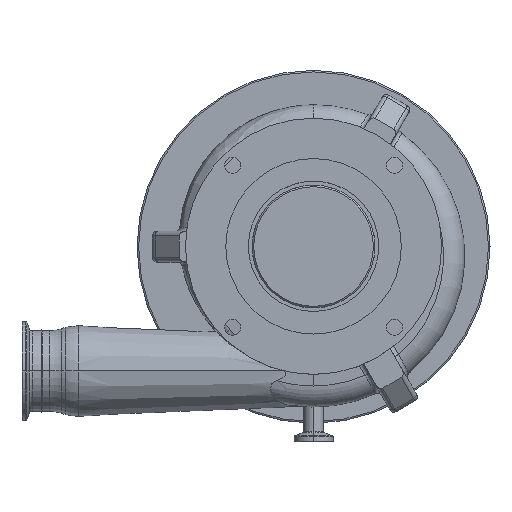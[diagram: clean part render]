
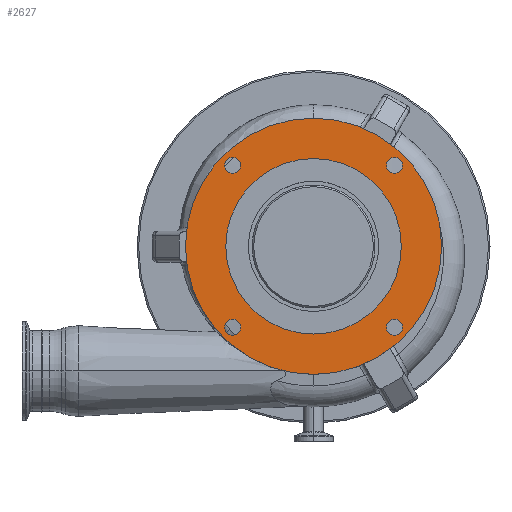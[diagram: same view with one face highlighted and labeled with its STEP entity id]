
A CAD part, top view. The second image highlights one B-rep face of the part: STEP entity #2627.
In plain terms, the highlighted face is planar.
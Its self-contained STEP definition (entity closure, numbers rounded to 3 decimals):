
#113 = CARTESIAN_POINT ( 'NONE',  ( 5.5, 52.759, 47.509 ) ) ;
#264 = DIRECTION ( 'NONE',  ( -1., 0., 0. ) ) ;
#499 = FACE_BOUND ( 'NONE', #7998, .T. ) ;
#639 = CARTESIAN_POINT ( 'NONE',  ( 5.5, 0., 0. ) ) ;
#742 = DIRECTION ( 'NONE',  ( -1., 0., 0. ) ) ;
#985 = EDGE_CURVE ( 'NONE', #19066, #10945, #2125, .T. ) ;
#1228 = CIRCLE ( 'NONE', #24679, 5.25 ) ;
#2004 = EDGE_CURVE ( 'NONE', #16679, #4686, #21980, .T. ) ;
#2125 = CIRCLE ( 'NONE', #5674, 5.25 ) ;
#2338 = CARTESIAN_POINT ( 'NONE',  ( 5.5, 0., 0. ) ) ;
#2627 = ADVANCED_FACE ( 'NONE', ( #26122, #9215, #17683, #499, #7134, #15591 ), #21992, .T. ) ;
#2804 = EDGE_LOOP ( 'NONE', ( #26080, #25870 ) ) ;
#3167 = CARTESIAN_POINT ( 'NONE',  ( 5.5, -52.759, -58.009 ) ) ;
#3389 = EDGE_LOOP ( 'NONE', ( #17163, #16466 ) ) ;
#3703 = DIRECTION ( 'NONE',  ( 0., 0., 1. ) ) ;
#3826 = CIRCLE ( 'NONE', #6030, 5.25 ) ;
#3847 = DIRECTION ( 'NONE',  ( 0., 0., 1. ) ) ;
#3923 = CARTESIAN_POINT ( 'NONE',  ( 5.5, -52.759, 58.009 ) ) ;
#4510 = VERTEX_POINT ( 'NONE', #113 ) ;
#4686 = VERTEX_POINT ( 'NONE', #7572 ) ;
#4741 = EDGE_CURVE ( 'NONE', #4686, #16679, #22750, .T. ) ;
#5290 = CARTESIAN_POINT ( 'NONE',  ( 5.5, 52.759, 58.009 ) ) ;
#5647 = DIRECTION ( 'NONE',  ( -1., 0., 0. ) ) ;
#5674 = AXIS2_PLACEMENT_3D ( 'NONE', #25443, #6190, #14630 ) ;
#5708 = CARTESIAN_POINT ( 'NONE',  ( 5.5, 52.759, -58.009 ) ) ;
#6030 = AXIS2_PLACEMENT_3D ( 'NONE', #21751, #17854, #11180 ) ;
#6190 = DIRECTION ( 'NONE',  ( -1., 0., 0. ) ) ;
#6400 = EDGE_CURVE ( 'NONE', #8806, #4510, #23362, .T. ) ;
#6742 = DIRECTION ( 'NONE',  ( -1., 0., 0. ) ) ;
#7134 = FACE_BOUND ( 'NONE', #20360, .T. ) ;
#7208 = VERTEX_POINT ( 'NONE', #25306 ) ;
#7572 = CARTESIAN_POINT ( 'NONE',  ( 5.5, 0., -83.5 ) ) ;
#7595 = CIRCLE ( 'NONE', #13808, 5.25 ) ;
#7998 = EDGE_LOOP ( 'NONE', ( #19355, #27114 ) ) ;
#8229 = CIRCLE ( 'NONE', #23294, 57.2 ) ;
#8483 = EDGE_CURVE ( 'NONE', #18776, #13442, #1228, .T. ) ;
#8696 = DIRECTION ( 'NONE',  ( 0., 0., 1. ) ) ;
#8806 = VERTEX_POINT ( 'NONE', #5290 ) ;
#8934 = DIRECTION ( 'NONE',  ( -1., 0., 0. ) ) ;
#8990 = CARTESIAN_POINT ( 'NONE',  ( 5.5, -52.759, 47.509 ) ) ;
#9215 = FACE_BOUND ( 'NONE', #18046, .T. ) ;
#9509 = CARTESIAN_POINT ( 'NONE',  ( 5.5, -52.759, -52.759 ) ) ;
#9792 = DIRECTION ( 'NONE',  ( 0., 0., 1. ) ) ;
#10001 = AXIS2_PLACEMENT_3D ( 'NONE', #21175, #6742, #25450 ) ;
#10067 = AXIS2_PLACEMENT_3D ( 'NONE', #19251, #19395, #16755 ) ;
#10421 = AXIS2_PLACEMENT_3D ( 'NONE', #11792, #742, #20263 ) ;
#10945 = VERTEX_POINT ( 'NONE', #5708 ) ;
#11061 = VERTEX_POINT ( 'NONE', #8990 ) ;
#11180 = DIRECTION ( 'NONE',  ( 0., 0., 1. ) ) ;
#11220 = AXIS2_PLACEMENT_3D ( 'NONE', #639, #8934, #13383 ) ;
#11323 = AXIS2_PLACEMENT_3D ( 'NONE', #26153, #24088, #11459 ) ;
#11459 = DIRECTION ( 'NONE',  ( 0., 0., 1. ) ) ;
#11462 = EDGE_CURVE ( 'NONE', #10945, #19066, #24158, .T. ) ;
#11659 = DIRECTION ( 'NONE',  ( -1., 0., 0. ) ) ;
#11792 = CARTESIAN_POINT ( 'NONE',  ( 5.5, 52.759, -52.759 ) ) ;
#12265 = CARTESIAN_POINT ( 'NONE',  ( 5.5, 0., 0. ) ) ;
#12484 = EDGE_CURVE ( 'NONE', #12574, #7208, #8229, .T. ) ;
#12574 = VERTEX_POINT ( 'NONE', #19519 ) ;
#12652 = EDGE_CURVE ( 'NONE', #15071, #11061, #3826, .T. ) ;
#12694 = EDGE_CURVE ( 'NONE', #4510, #8806, #14429, .T. ) ;
#12738 = EDGE_LOOP ( 'NONE', ( #21668, #24154 ) ) ;
#13383 = DIRECTION ( 'NONE',  ( 0., 0., 1. ) ) ;
#13442 = VERTEX_POINT ( 'NONE', #18274 ) ;
#13808 = AXIS2_PLACEMENT_3D ( 'NONE', #9509, #5647, #3703 ) ;
#13857 = ORIENTED_EDGE ( 'NONE', *, *, #11462, .F. ) ;
#13972 = ORIENTED_EDGE ( 'NONE', *, *, #12694, .F. ) ;
#14359 = CARTESIAN_POINT ( 'NONE',  ( 5.5, -52.759, 52.759 ) ) ;
#14429 = CIRCLE ( 'NONE', #11323, 5.25 ) ;
#14443 = DIRECTION ( 'NONE',  ( 0., 0., 1. ) ) ;
#14615 = DIRECTION ( 'NONE',  ( -1., 0., 0. ) ) ;
#14630 = DIRECTION ( 'NONE',  ( 0., 0., 1. ) ) ;
#14760 = DIRECTION ( 'NONE',  ( -1., 0., 0. ) ) ;
#15071 = VERTEX_POINT ( 'NONE', #3923 ) ;
#15591 = FACE_OUTER_BOUND ( 'NONE', #12738, .T. ) ;
#16021 = CIRCLE ( 'NONE', #18686, 5.25 ) ;
#16466 = ORIENTED_EDGE ( 'NONE', *, *, #18079, .F. ) ;
#16679 = VERTEX_POINT ( 'NONE', #21637 ) ;
#16755 = DIRECTION ( 'NONE',  ( 0., 0., 1. ) ) ;
#17163 = ORIENTED_EDGE ( 'NONE', *, *, #12484, .F. ) ;
#17262 = EDGE_CURVE ( 'NONE', #13442, #18776, #7595, .T. ) ;
#17683 = FACE_BOUND ( 'NONE', #2804, .T. ) ;
#17827 = ORIENTED_EDGE ( 'NONE', *, *, #985, .F. ) ;
#17854 = DIRECTION ( 'NONE',  ( -1., 0., 0. ) ) ;
#17916 = CARTESIAN_POINT ( 'NONE',  ( 5.5, 0., 0. ) ) ;
#18046 = EDGE_LOOP ( 'NONE', ( #24613, #13972 ) ) ;
#18079 = EDGE_CURVE ( 'NONE', #7208, #12574, #20016, .T. ) ;
#18274 = CARTESIAN_POINT ( 'NONE',  ( 5.5, -52.759, -47.509 ) ) ;
#18686 = AXIS2_PLACEMENT_3D ( 'NONE', #14359, #14760, #3847 ) ;
#18776 = VERTEX_POINT ( 'NONE', #3167 ) ;
#18933 = CARTESIAN_POINT ( 'NONE',  ( 5.5, 52.759, -47.509 ) ) ;
#18980 = EDGE_CURVE ( 'NONE', #11061, #15071, #16021, .T. ) ;
#19066 = VERTEX_POINT ( 'NONE', #18933 ) ;
#19111 = AXIS2_PLACEMENT_3D ( 'NONE', #17916, #11659, #22626 ) ;
#19251 = CARTESIAN_POINT ( 'NONE',  ( 5.5, 52.759, 52.759 ) ) ;
#19355 = ORIENTED_EDGE ( 'NONE', *, *, #17262, .F. ) ;
#19395 = DIRECTION ( 'NONE',  ( -1., 0., 0. ) ) ;
#19519 = CARTESIAN_POINT ( 'NONE',  ( 5.5, 0., 57.2 ) ) ;
#20016 = CIRCLE ( 'NONE', #19111, 57.2 ) ;
#20263 = DIRECTION ( 'NONE',  ( 0., 0., 1. ) ) ;
#20360 = EDGE_LOOP ( 'NONE', ( #17827, #13857 ) ) ;
#21175 = CARTESIAN_POINT ( 'NONE',  ( 5.5, 0., 0. ) ) ;
#21637 = CARTESIAN_POINT ( 'NONE',  ( 5.5, 0., 83.5 ) ) ;
#21668 = ORIENTED_EDGE ( 'NONE', *, *, #2004, .T. ) ;
#21751 = CARTESIAN_POINT ( 'NONE',  ( 5.5, -52.759, 52.759 ) ) ;
#21980 = CIRCLE ( 'NONE', #10001, 83.5 ) ;
#21992 = PLANE ( 'NONE',  #11220 ) ;
#22626 = DIRECTION ( 'NONE',  ( 0., 0., 1. ) ) ;
#22750 = CIRCLE ( 'NONE', #24947, 83.5 ) ;
#23294 = AXIS2_PLACEMENT_3D ( 'NONE', #2338, #264, #8696 ) ;
#23362 = CIRCLE ( 'NONE', #10067, 5.25 ) ;
#24088 = DIRECTION ( 'NONE',  ( -1., 0., 0. ) ) ;
#24154 = ORIENTED_EDGE ( 'NONE', *, *, #4741, .T. ) ;
#24158 = CIRCLE ( 'NONE', #10421, 5.25 ) ;
#24613 = ORIENTED_EDGE ( 'NONE', *, *, #6400, .F. ) ;
#24679 = AXIS2_PLACEMENT_3D ( 'NONE', #24978, #25243, #14443 ) ;
#24947 = AXIS2_PLACEMENT_3D ( 'NONE', #12265, #14615, #9792 ) ;
#24978 = CARTESIAN_POINT ( 'NONE',  ( 5.5, -52.759, -52.759 ) ) ;
#25243 = DIRECTION ( 'NONE',  ( -1., 0., 0. ) ) ;
#25306 = CARTESIAN_POINT ( 'NONE',  ( 5.5, 0., -57.2 ) ) ;
#25443 = CARTESIAN_POINT ( 'NONE',  ( 5.5, 52.759, -52.759 ) ) ;
#25450 = DIRECTION ( 'NONE',  ( 0., 0., 1. ) ) ;
#25870 = ORIENTED_EDGE ( 'NONE', *, *, #18980, .F. ) ;
#26080 = ORIENTED_EDGE ( 'NONE', *, *, #12652, .F. ) ;
#26122 = FACE_BOUND ( 'NONE', #3389, .T. ) ;
#26153 = CARTESIAN_POINT ( 'NONE',  ( 5.5, 52.759, 52.759 ) ) ;
#27114 = ORIENTED_EDGE ( 'NONE', *, *, #8483, .F. ) ;
